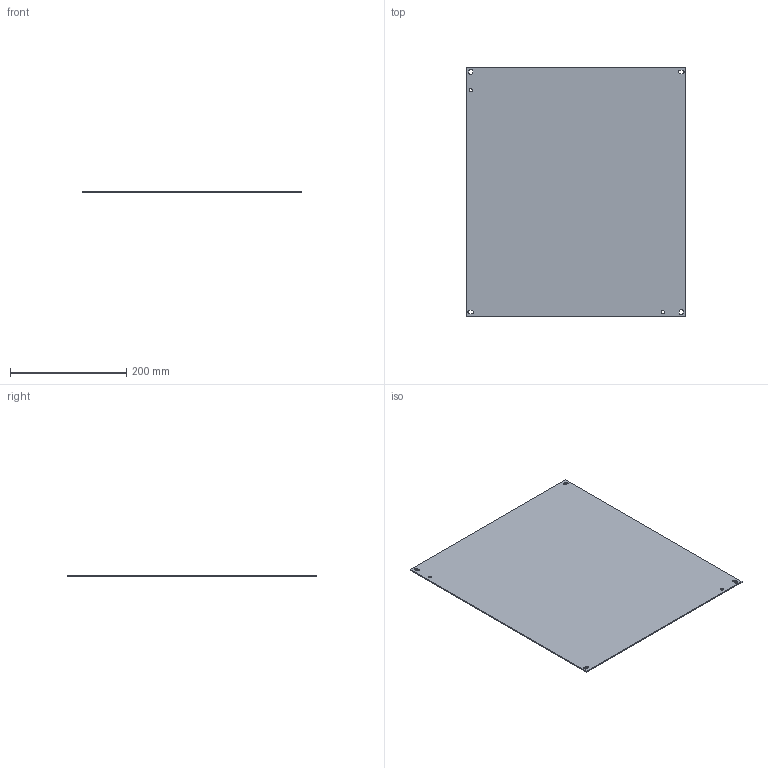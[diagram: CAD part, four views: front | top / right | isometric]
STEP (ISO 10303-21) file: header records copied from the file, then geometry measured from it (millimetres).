
FILE_DESCRIPTION (( 'STEP AP214' ), '1' );
FILE_NAME ('SBP-1816-P10.STEP', '2019-03-02T03:21:07', ( '' ), ( '' ), 'SwSTEP 2.0', 'SolidWorks 2018', '' );
FILE_SCHEMA (( 'AUTOMOTIVE_DESIGN' ));
Length unit declared in the file: inch
Products named in the file (1): SBP-1816-P10
Bounding box: 377.95 x 428.75 x 1.91 mm (x, y, z)
Volume: 308215.7 mm3; surface area: 326925.8 mm2
Topology: 1 solids, 1 shells, 24 faces, 66 edges, 44 vertices
Faces by surface type: plane 14, cylinder 10
Full cylindrical faces by diameter (mm): 5.563 x2
Entity records: 824 total; most frequent: DIRECTION 134, CARTESIAN_POINT 133, ORIENTED_EDGE 128, EDGE_CURVE 64, AXIS2_PLACEMENT_3D 45, LINE 44, VECTOR 44, VERTEX_POINT 44
